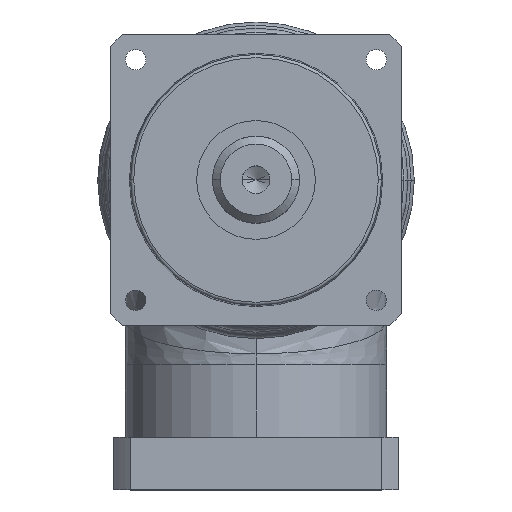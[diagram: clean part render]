
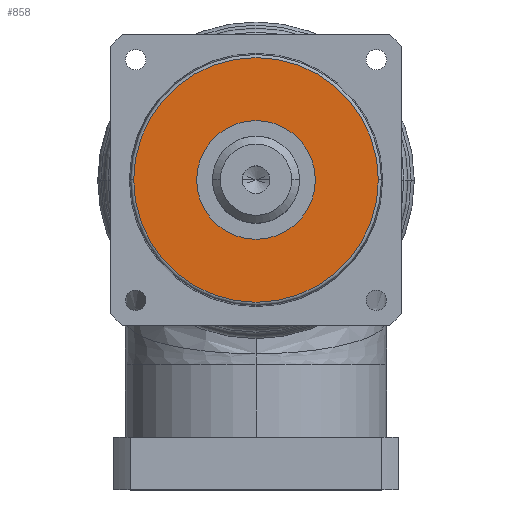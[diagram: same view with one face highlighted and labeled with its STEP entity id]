
A CAD part, top view. The second image highlights one B-rep face of the part: STEP entity #858.
In plain terms, the highlighted planar face has unit normal (0, 0, 1).
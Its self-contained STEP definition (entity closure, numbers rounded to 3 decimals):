
#34=CARTESIAN_POINT('',(0.,0.,138.));
#35=DIRECTION('',(0.,0.,1.));
#36=DIRECTION('',(1.,0.,0.));
#37=AXIS2_PLACEMENT_3D('',#34,#35,#36);
#39=CARTESIAN_POINT('',(0.,0.,138.));
#40=DIRECTION('',(0.,0.,1.));
#41=DIRECTION('',(-1.,0.,0.));
#42=AXIS2_PLACEMENT_3D('',#39,#40,#41);
#44=CARTESIAN_POINT('',(0.,0.,138.));
#45=DIRECTION('',(0.,0.,-1.));
#46=DIRECTION('',(1.,0.,0.));
#47=AXIS2_PLACEMENT_3D('',#44,#45,#46);
#49=CARTESIAN_POINT('',(0.,0.,138.));
#50=DIRECTION('',(0.,0.,-1.));
#51=DIRECTION('',(-1.,0.,0.));
#52=AXIS2_PLACEMENT_3D('',#49,#50,#51);
#638=CARTESIAN_POINT('',(37.5,0.,138.));
#639=CARTESIAN_POINT('',(-37.5,0.,138.));
#640=VERTEX_POINT('',#638);
#641=VERTEX_POINT('',#639);
#694=CARTESIAN_POINT('',(-77.292,0.,138.));
#695=CARTESIAN_POINT('',(77.292,0.,138.));
#696=VERTEX_POINT('',#694);
#697=VERTEX_POINT('',#695);
#843=CARTESIAN_POINT('',(0.,0.,138.));
#844=DIRECTION('',(0.,0.,1.));
#845=DIRECTION('',(1.,0.,0.));
#846=AXIS2_PLACEMENT_3D('',#843,#844,#845);
#847=PLANE('',#846);
#848=ORIENTED_EDGE('',*,*,#822,.F.);
#849=ORIENTED_EDGE('',*,*,#835,.F.);
#850=EDGE_LOOP('',(#848,#849));
#851=FACE_OUTER_BOUND('',#850,.F.);
#853=ORIENTED_EDGE('',*,*,#852,.F.);
#855=ORIENTED_EDGE('',*,*,#854,.F.);
#856=EDGE_LOOP('',(#853,#855));
#857=FACE_BOUND('',#856,.F.);
#858=ADVANCED_FACE('',(#851,#857),#847,.T.);
#38=CIRCLE('',#37,77.292);
#43=CIRCLE('',#42,77.292);
#48=CIRCLE('',#47,37.5);
#53=CIRCLE('',#52,37.5);
#822=EDGE_CURVE('',#697,#696,#38,.T.);
#835=EDGE_CURVE('',#696,#697,#43,.T.);
#852=EDGE_CURVE('',#640,#641,#48,.T.);
#854=EDGE_CURVE('',#641,#640,#53,.T.);
